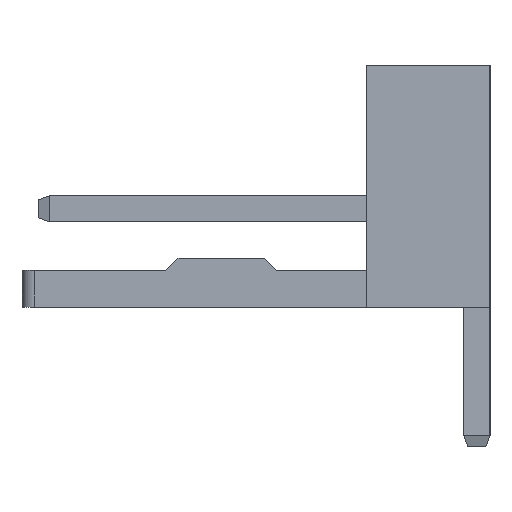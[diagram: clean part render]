
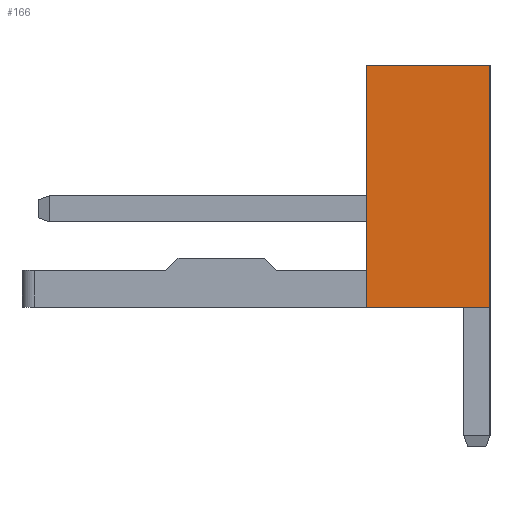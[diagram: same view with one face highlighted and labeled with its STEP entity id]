
A CAD part, left-side view. The second image highlights one B-rep face of the part: STEP entity #166.
In plain terms, the highlighted planar face has unit normal (-1, 0, 0).
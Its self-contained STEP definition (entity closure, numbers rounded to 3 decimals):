
#166=ADVANCED_FACE('',(#4066),#4068,.T.);
#4066=FACE_BOUND('',#4067,.T.);
#4067=EDGE_LOOP('',(#7236,#7237,#7238,#7239));
#4068=PLANE('',#4069);
#4069=AXIS2_PLACEMENT_3D('',#4070,#4071,#4072);
#4070=CARTESIAN_POINT('',(-1.27,-0.32,0.));
#4071=DIRECTION('',(-1.,0.,0.));
#4072=DIRECTION('',(0.,0.,1.));
#7236=ORIENTED_EDGE('',*,*,#9345,.T.);
#7237=ORIENTED_EDGE('',*,*,#9346,.T.);
#7238=ORIENTED_EDGE('',*,*,#9242,.F.);
#7239=ORIENTED_EDGE('',*,*,#9237,.F.);
#9237=EDGE_CURVE('',#10373,#10375,#10376,.T.);
#9242=EDGE_CURVE('',#10375,#10384,#10385,.T.);
#9345=EDGE_CURVE('',#10373,#10577,#10579,.T.);
#9346=EDGE_CURVE('',#10577,#10384,#10580,.T.);
#10373=VERTEX_POINT('',#12249);
#10375=VERTEX_POINT('',#12253);
#10376=LINE('',#12254,#12255);
#10384=VERTEX_POINT('',#12272);
#10385=LINE('',#12273,#12274);
#10577=VERTEX_POINT('',#12669);
#10579=LINE('',#12673,#12674);
#10580=LINE('',#12676,#12677);
#12249=CARTESIAN_POINT('',(-1.27,-0.32,0.));
#12253=CARTESIAN_POINT('',(-1.27,2.68,0.));
#12254=CARTESIAN_POINT('',(-1.27,-0.32,0.));
#12255=VECTOR('',#12256,1.);
#12256=DIRECTION('',(0.,1.,0.));
#12272=CARTESIAN_POINT('',(-1.27,2.68,5.9));
#12273=CARTESIAN_POINT('',(-1.27,2.68,0.));
#12274=VECTOR('',#12275,1.);
#12275=DIRECTION('',(0.,0.,1.));
#12669=CARTESIAN_POINT('',(-1.27,-0.32,5.9));
#12673=CARTESIAN_POINT('',(-1.27,-0.32,0.));
#12674=VECTOR('',#12675,1.);
#12675=DIRECTION('',(0.,0.,1.));
#12676=CARTESIAN_POINT('',(-1.27,-0.32,5.9));
#12677=VECTOR('',#12678,1.);
#12678=DIRECTION('',(0.,1.,0.));
